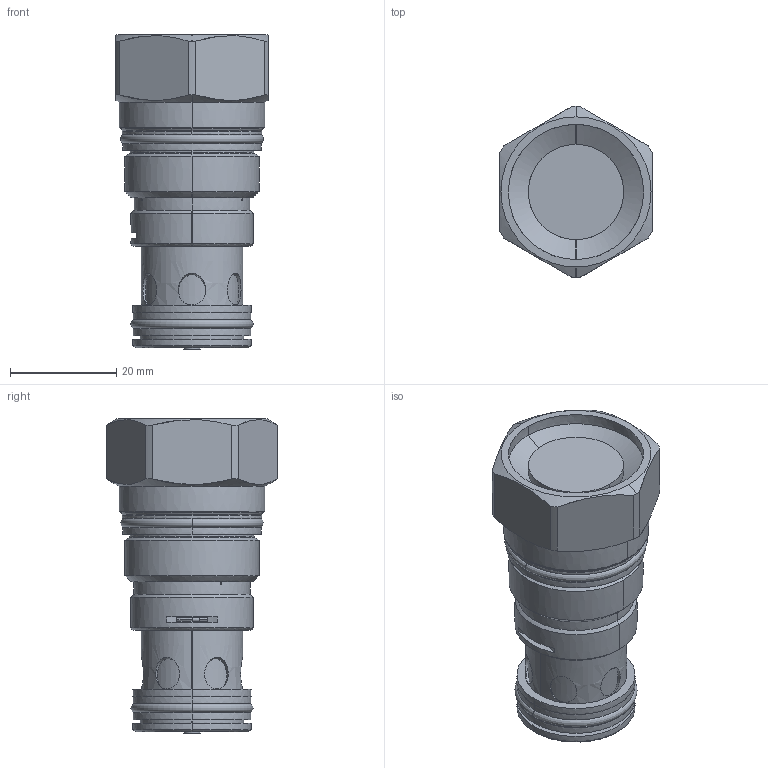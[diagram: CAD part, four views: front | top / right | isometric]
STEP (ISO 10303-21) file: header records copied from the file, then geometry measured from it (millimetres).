
FILE_DESCRIPTION((''),'2;1');
FILE_NAME('DFDB8DN_SW_PRT','2019-11-05T',('charlief'),(''),'PRO/ENGINEER BY PARAMETRIC TECHNOLOGY CORPORATION, 2016010','PRO/ENGINEER BY PARAMETRIC TECHNOLOGY CORPORATION, 2016010','');
FILE_SCHEMA(('CONFIG_CONTROL_DESIGN'));
Length unit declared in the file: inch
Products named in the file (1): DFDB8DN_SW_PRT
Bounding box: 28.57 x 32.21 x 59 mm (x, y, z)
Surface area: 10285.6 mm2 (no closed solid volume)
Topology: 0 solids, 0 shells, 180 faces, 870 edges, 856 vertices
Faces by surface type: bspline 155, torus 25
Entity records: 30279 total; most frequent: CARTESIAN_POINT 22776, DIRECTION 1207, TRIMMED_CURVE 933, DEFINITIONAL_REPRESENTATION 842, PCURVE 842, COMPOSITE_CURVE_SEGMENT 842, VECTOR 709, LINE 709
